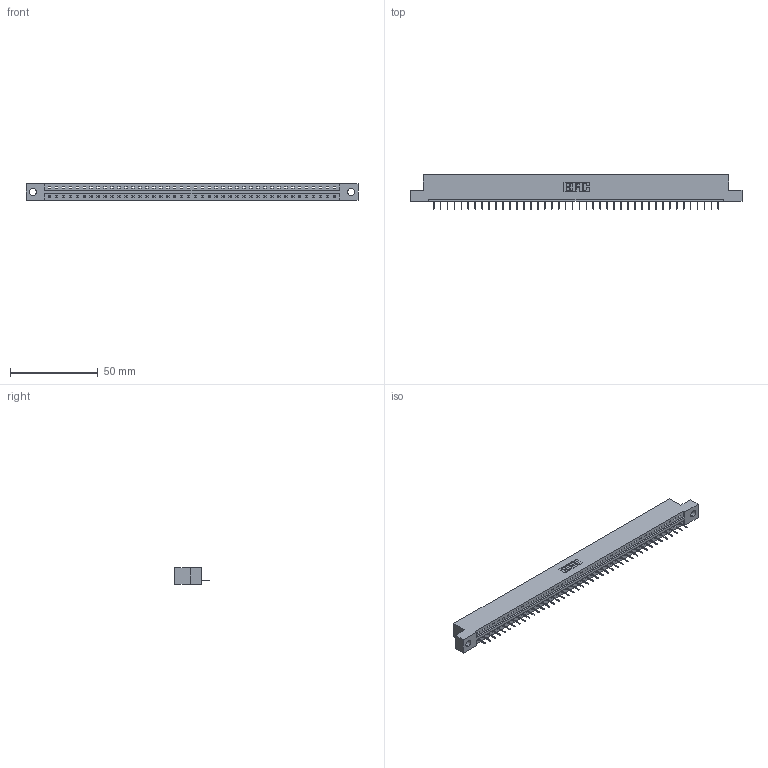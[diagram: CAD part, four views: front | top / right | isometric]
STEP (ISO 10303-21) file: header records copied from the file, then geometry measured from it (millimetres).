
FILE_DESCRIPTION (( 'STEP AP203' ), '1' );
FILE_NAME ('337-042-524-104.STEP', '2018-08-08T23:47:52', ( '' ), ( '' ), 'SwSTEP 2.0', 'SolidWorks 2016', '' );
FILE_SCHEMA (( 'CONFIG_CONTROL_DESIGN' ));
Length unit declared in the file: inch
Products named in the file (3): 337-042-524-104; 337 Part_Flush Mounting Lugs - 0.156 Dia-TH; 345-292-001_345-293-124
Assembly tree (43 placements, depth 2):
  337-042-524-104
    337 Part_Flush Mounting Lugs - 0.156 Dia-TH
    345-292-001_345-293-124  x42
Bounding box: 189.43 x 19.69 x 9.4 mm (x, y, z)
Volume: 19434.6 mm3; surface area: 19294.6 mm2
Topology: 43 solids, 43 shells, 2886 faces, 8375 edges, 5414 vertices
Faces by surface type: plane 2254, cylinder 632
Entity records: 31297 total; most frequent: CARTESIAN_POINT 5456, ORIENTED_EDGE 5434, DIRECTION 4593, EDGE_CURVE 2717, VECTOR 2593, LINE 2593, VERTEX_POINT 1806, AXIS2_PLACEMENT_3D 1000
